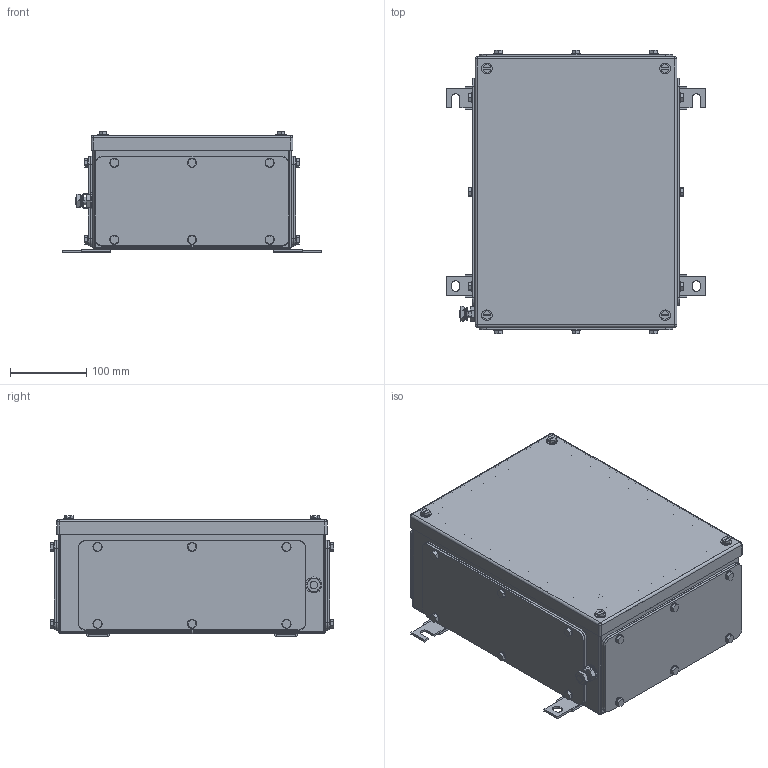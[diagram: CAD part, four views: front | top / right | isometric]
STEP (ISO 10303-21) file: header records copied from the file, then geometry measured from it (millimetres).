
FILE_DESCRIPTION(('CATIA V5 STEP Exchange','CAx-IF Rec.Pracs.--- Model Styling and Organization---1.4--- 2014-01-23'),'2;1');
FILE_NAME ('008633-4_3_1195940000_1195940000.stp','2019-09-25T05:43:44+00:00',('none'),('Weidmueller'),'CATIA Version 5-6 Release 2016 SP3 HF44','CATIA V5 STEP AP214','none');
FILE_SCHEMA(('AUTOMOTIVE_DESIGN { 1 0 10303 214 1 1 1 1 }'));
Length unit declared in the file: millimetre
Products named in the file (1): 1195940000
Bounding box: 341 x 372 x 158.5 mm (x, y, z)
Volume: 1121863 mm3; surface area: 1125139.6 mm2
Topology: 88 solids, 88 shells, 1772 faces, 4080 edges, 2568 vertices
Faces by surface type: cylinder 822, plane 708, cone 220, sphere 16, torus 6
Entity records: 47433 total; most frequent: CARTESIAN_POINT 9620, ORIENTED_EDGE 8000, DIRECTION 6347, EDGE_CURVE 4000, AXIS2_PLACEMENT_3D 2912, VERTEX_POINT 2568, VECTOR 2154, LINE 2154
